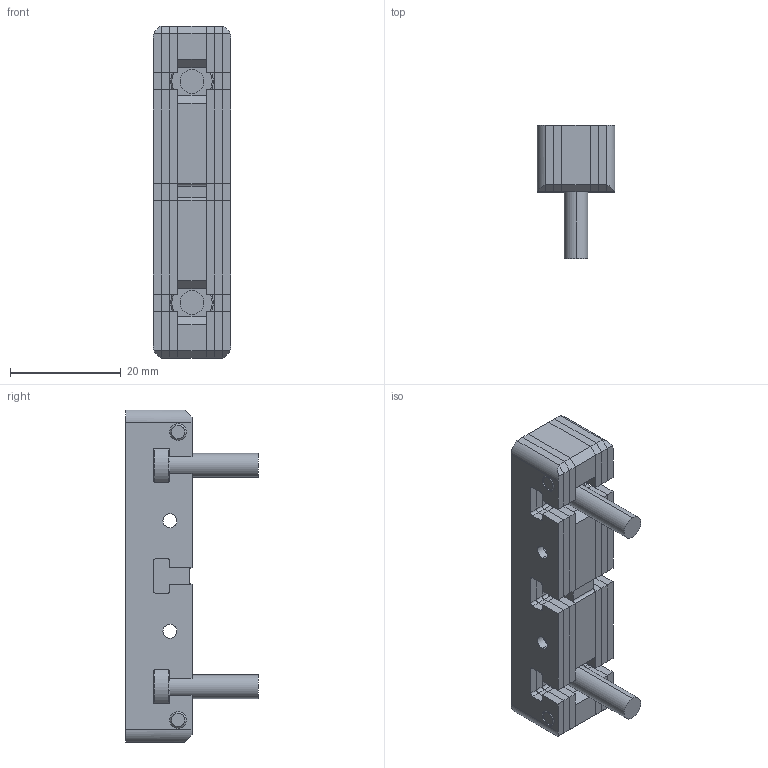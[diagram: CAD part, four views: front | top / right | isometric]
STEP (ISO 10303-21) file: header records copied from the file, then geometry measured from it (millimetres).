
FILE_DESCRIPTION (( 'STEP AP203' ), '1' );
FILE_NAME ('fea9.STEP', '2023-01-11T08:59:54', ( '' ), ( '' ), 'SwSTEP 2.0', 'SolidWorks 2019', '' );
FILE_SCHEMA (( 'CONFIG_CONTROL_DESIGN' ));
Length unit declared in the file: millimetre
Products named in the file (6): fea9; Bolt_60 c347dd471ac1d3e6a6f79bf574d20d75; Lamela_60 c347dd471ac1d3e6a6f79bf574d20d75; Lamellar_Gas_Vent_ISGL60 c347dd471ac1d3e6a6f79bf574d20d75; Pin_60 c347dd471ac1d3e6a6f79bf574d20d75; Lamela_60_R c347dd471ac1d3e6a6f79bf574d20d75
Assembly tree (9 placements, depth 2):
  fea9
    Lamellar_Gas_Vent_ISGL60 c347dd471ac1d3e6a6f79bf574d20d75
    Lamela_60 c347dd471ac1d3e6a6f79bf574d20d75  x2
    Lamela_60_R c347dd471ac1d3e6a6f79bf574d20d75  x2
    Bolt_60 c347dd471ac1d3e6a6f79bf574d20d75  x2
    Pin_60 c347dd471ac1d3e6a6f79bf574d20d75  x2
Bounding box: 14.08 x 24 x 60 mm (x, y, z)
Volume: 9297.1 mm3; surface area: 12630.9 mm2
Topology: 11 solids, 11 shells, 392 faces, 1088 edges, 720 vertices
Faces by surface type: plane 224, cylinder 152, cone 16
Entity records: 7792 total; most frequent: CARTESIAN_POINT 1239, DIRECTION 1236, ORIENTED_EDGE 1208, EDGE_CURVE 604, VECTOR 426, LINE 426, AXIS2_PLACEMENT_3D 405, VERTEX_POINT 400
